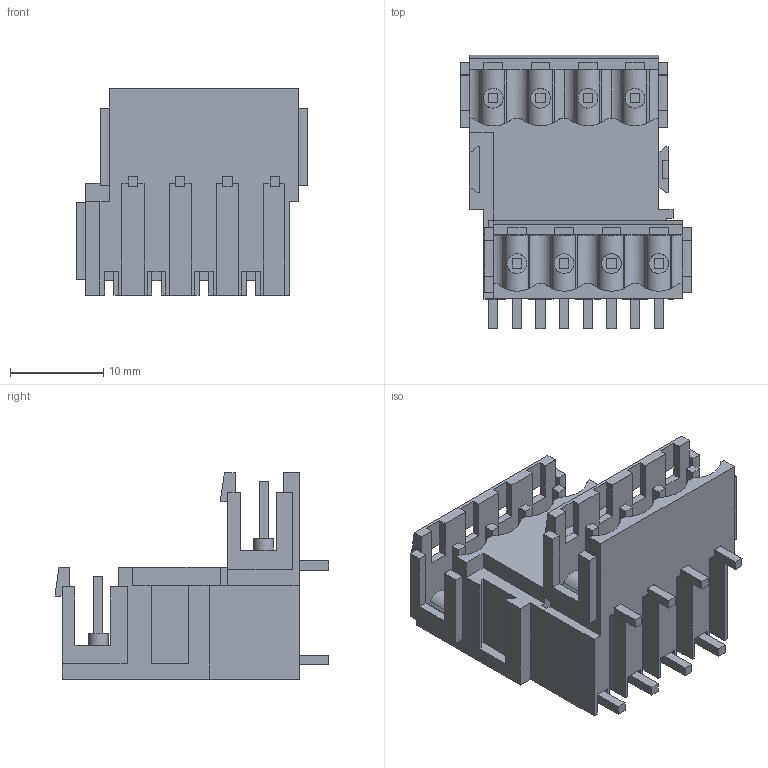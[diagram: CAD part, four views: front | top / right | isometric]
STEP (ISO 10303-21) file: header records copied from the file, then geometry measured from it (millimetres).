
FILE_DESCRIPTION(('CATIA V5 STEP Exchange','CAx-IF Rec.Pracs.--- Model Styling and Organization---1.2---2011-12-15'),'2;1');
FILE_NAME ('D1446588_0_1013940000_1013940000.stp','2017-09-26T13:25:13+00:00',('none'),('Weidmueller'),'CATIA Version 5-6 Release 2014','CATIA V5 STEP AP214','none');
FILE_SCHEMA(('AUTOMOTIVE_DESIGN { 1 0 10303 214 1 1 1 1 }'));
Length unit declared in the file: millimetre
Products named in the file (1): 1013940000
Bounding box: 24.82 x 29.41 x 22.16 mm (x, y, z)
Volume: 4844.2 mm3; surface area: 6208.1 mm2
Topology: 9 solids, 9 shells, 369 faces, 1196 edges, 823 vertices
Faces by surface type: plane 319, cylinder 50
Entity records: 13089 total; most frequent: CARTESIAN_POINT 3041, ORIENTED_EDGE 2392, DIRECTION 1619, EDGE_CURVE 1196, VECTOR 1051, LINE 1051, VERTEX_POINT 823, EDGE_LOOP 387
